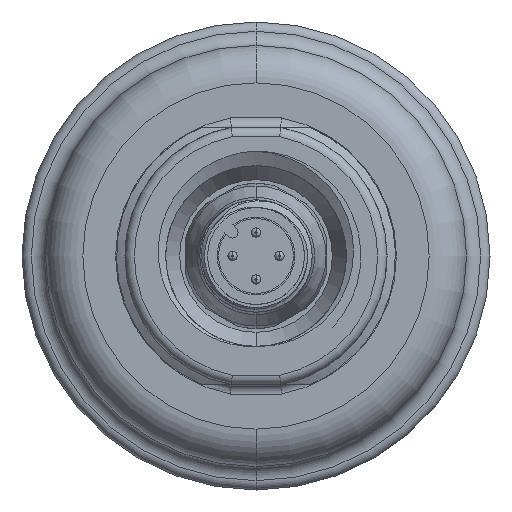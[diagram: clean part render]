
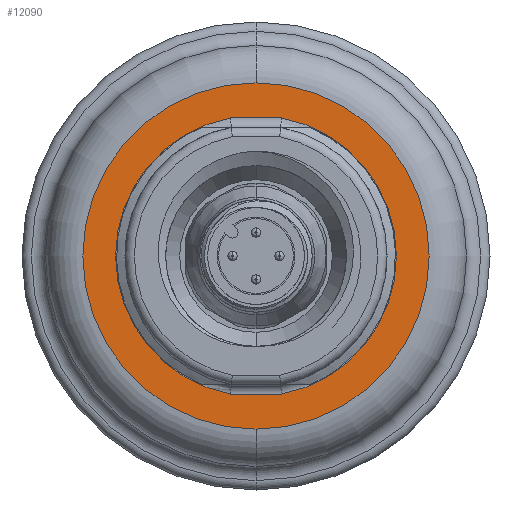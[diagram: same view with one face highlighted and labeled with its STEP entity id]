
A CAD part, front view. The second image highlights one B-rep face of the part: STEP entity #12090.
In plain terms, the highlighted planar face has unit normal (0, -1, 0).
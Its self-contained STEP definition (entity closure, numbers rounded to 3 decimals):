
#2267=CARTESIAN_POINT('',(0.,-3.,0.));
#2268=DIRECTION('',(0.,-1.,0.));
#2269=DIRECTION('',(0.,0.,-1.));
#2270=AXIS2_PLACEMENT_3D('',#2267,#2268,#2269);
#2272=CARTESIAN_POINT('',(0.,-3.,0.));
#2273=DIRECTION('',(0.,-1.,0.));
#2274=DIRECTION('',(0.,0.,1.));
#2275=AXIS2_PLACEMENT_3D('',#2272,#2273,#2274);
#2277=CARTESIAN_POINT('',(0.,-3.,0.));
#2278=DIRECTION('',(0.,-1.,0.));
#2279=DIRECTION('',(-0.182,0.,0.983));
#2280=AXIS2_PLACEMENT_3D('',#2277,#2278,#2279);
#2282=DIRECTION('',(1.,0.,0.));
#2283=VECTOR('',#2282,5.454);
#2284=CARTESIAN_POINT('',(-2.727,-3.,-14.75));
#2285=LINE('',#2284,#2283);
#2286=CARTESIAN_POINT('',(0.,-3.,0.));
#2287=DIRECTION('',(0.,-1.,0.));
#2288=DIRECTION('',(0.182,0.,-0.983));
#2289=AXIS2_PLACEMENT_3D('',#2286,#2287,#2288);
#2291=DIRECTION('',(-1.,0.,0.));
#2292=VECTOR('',#2291,5.454);
#2293=CARTESIAN_POINT('',(2.727,-3.,14.75));
#2294=LINE('',#2293,#2292);
#9502=CARTESIAN_POINT('',(-2.727,-3.,14.75));
#9503=CARTESIAN_POINT('',(-2.727,-3.,-14.75));
#9504=VERTEX_POINT('',#9502);
#9505=VERTEX_POINT('',#9503);
#9510=CARTESIAN_POINT('',(2.727,-3.,-14.75));
#9511=CARTESIAN_POINT('',(2.727,-3.,14.75));
#9512=VERTEX_POINT('',#9510);
#9513=VERTEX_POINT('',#9511);
#9762=CARTESIAN_POINT('',(0.,-3.,-18.5));
#9763=CARTESIAN_POINT('',(0.,-3.,18.5));
#9764=VERTEX_POINT('',#9762);
#9765=VERTEX_POINT('',#9763);
#12070=CARTESIAN_POINT('',(0.,-3.,0.));
#12071=DIRECTION('',(0.,-1.,0.));
#12072=DIRECTION('',(0.,0.,1.));
#12073=AXIS2_PLACEMENT_3D('',#12070,#12071,#12072);
#12074=PLANE('',#12073);
#12076=ORIENTED_EDGE('',*,*,#12075,.F.);
#12078=ORIENTED_EDGE('',*,*,#12077,.F.);
#12079=EDGE_LOOP('',(#12076,#12078));
#12080=FACE_OUTER_BOUND('',#12079,.F.);
#12081=ORIENTED_EDGE('',*,*,#12060,.T.);
#12083=ORIENTED_EDGE('',*,*,#12082,.T.);
#12085=ORIENTED_EDGE('',*,*,#12084,.T.);
#12087=ORIENTED_EDGE('',*,*,#12086,.T.);
#12088=EDGE_LOOP('',(#12081,#12083,#12085,#12087));
#12089=FACE_BOUND('',#12088,.F.);
#12090=ADVANCED_FACE('',(#12080,#12089),#12074,.T.);
#2271=CIRCLE('',#2270,18.5);
#2276=CIRCLE('',#2275,18.5);
#2281=CIRCLE('',#2280,15.);
#2290=CIRCLE('',#2289,15.);
#12060=EDGE_CURVE('',#9504,#9505,#2281,.T.);
#12075=EDGE_CURVE('',#9764,#9765,#2271,.T.);
#12077=EDGE_CURVE('',#9765,#9764,#2276,.T.);
#12082=EDGE_CURVE('',#9505,#9512,#2285,.T.);
#12084=EDGE_CURVE('',#9512,#9513,#2290,.T.);
#12086=EDGE_CURVE('',#9513,#9504,#2294,.T.);
